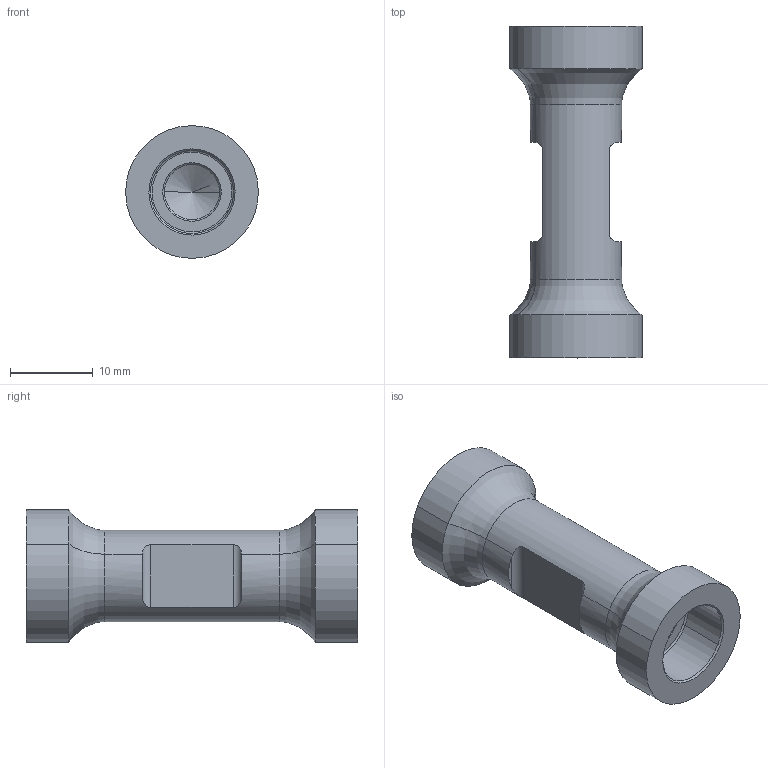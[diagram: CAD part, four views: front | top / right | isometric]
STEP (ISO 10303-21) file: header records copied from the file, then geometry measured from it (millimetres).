
FILE_DESCRIPTION(('CATIA V5 STEP Exchange','CAx-IF Rec.Pracs.--- Model Styling and Organization---1.4--- 2014-01-23','CAx-IF Rec.Pracs.--- Geometric and Assembly Validation Properties ---4.2---2014-10-09','CAx-IF Rec.Pracs.---3D Tessellated Data Validation Properties---0.5---2014-09-14'),'2;1');
FILE_NAME('RENFORT YOKE.stp','2022-01-14T11:29:19+00:00',('none'),('none'),'CATIA Version 5-6 Release 2017 SP2 HF63','CATIA V5 STEP AP242 v1','none');
FILE_SCHEMA(('AP242_MANAGED_MODEL_BASED_3D_ENGINEERING_MIM_LF {1 0 10303 442 1 1 4}'));
Length unit declared in the file: millimetre
Products named in the file (1): Renfort yoke
Bounding box: 16 x 40 x 16 mm (x, y, z)
Volume: 3557.3 mm3; surface area: 2688.9 mm2
Topology: 1 solids, 1 shells, 48 faces, 108 edges, 62 vertices
Faces by surface type: cylinder 18, cone 12, plane 10, torus 8
Entity records: 1306 total; most frequent: CARTESIAN_POINT 305, ORIENTED_EDGE 208, DIRECTION 160, EDGE_CURVE 104, AXIS2_PLACEMENT_3D 87, VERTEX_POINT 62, CIRCLE 52, EDGE_LOOP 52
